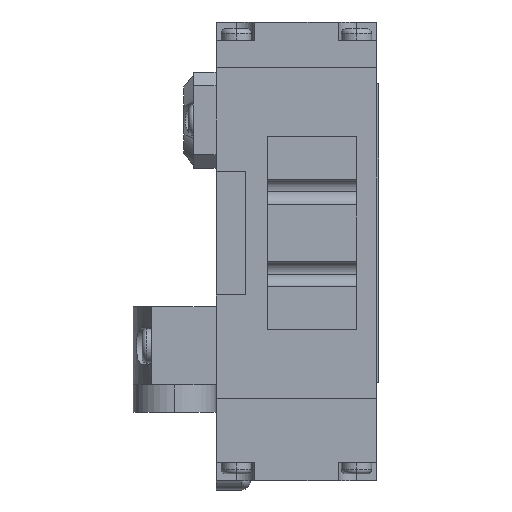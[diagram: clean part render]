
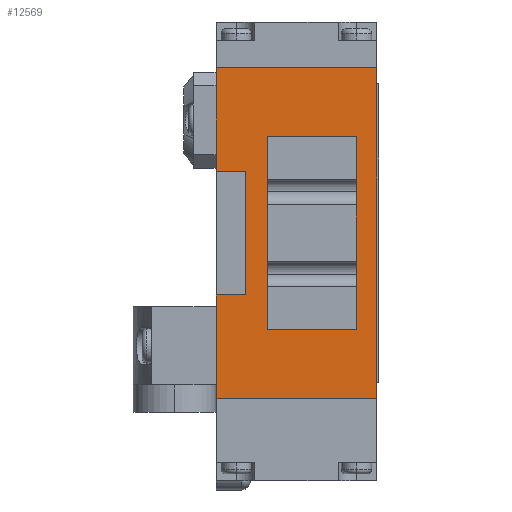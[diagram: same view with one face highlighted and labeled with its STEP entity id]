
A CAD part, left-side view. The second image highlights one B-rep face of the part: STEP entity #12569.
In plain terms, the highlighted planar face has unit normal (-1, 0, 0).
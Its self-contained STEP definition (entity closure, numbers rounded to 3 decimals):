
#536 = EDGE_CURVE ( 'NONE', #969, #970, #19665, .T. ) ;
#537 = EDGE_CURVE ( 'NONE', #971, #969, #19667, .T. ) ;
#538 = EDGE_CURVE ( 'NONE', #971, #972, #19669, .T. ) ;
#539 = EDGE_CURVE ( 'NONE', #973, #972, #19671, .T. ) ;
#540 = EDGE_CURVE ( 'NONE', #973, #974, #19673, .T. ) ;
#541 = EDGE_CURVE ( 'NONE', #975, #974, #19675, .T. ) ;
#542 = EDGE_CURVE ( 'NONE', #976, #975, #19677, .T. ) ;
#543 = EDGE_CURVE ( 'NONE', #970, #976, #19679, .T. ) ;
#544 = EDGE_CURVE ( 'NONE', #977, #978, #19681, .T. ) ;
#545 = EDGE_CURVE ( 'NONE', #978, #979, #19683, .T. ) ;
#546 = EDGE_CURVE ( 'NONE', #979, #980, #19685, .T. ) ;
#547 = EDGE_CURVE ( 'NONE', #980, #977, #19687, .T. ) ;
#969 = VERTEX_POINT ( 'NONE', #10093 ) ;
#970 = VERTEX_POINT ( 'NONE', #10095 ) ;
#971 = VERTEX_POINT ( 'NONE', #10096 ) ;
#972 = VERTEX_POINT ( 'NONE', #10097 ) ;
#973 = VERTEX_POINT ( 'NONE', #10099 ) ;
#974 = VERTEX_POINT ( 'NONE', #10100 ) ;
#975 = VERTEX_POINT ( 'NONE', #10101 ) ;
#976 = VERTEX_POINT ( 'NONE', #10102 ) ;
#977 = VERTEX_POINT ( 'NONE', #10103 ) ;
#978 = VERTEX_POINT ( 'NONE', #10104 ) ;
#979 = VERTEX_POINT ( 'NONE', #10105 ) ;
#980 = VERTEX_POINT ( 'NONE', #10106 ) ;
#9391 = CARTESIAN_POINT ( 'NONE',  ( -20., 10.75, -22.5 ) ) ;
#9392 = DIRECTION ( 'NONE',  ( 0., 1., 0. ) ) ;
#9393 = CARTESIAN_POINT ( 'NONE',  ( -20., 10.75, -49.5 ) ) ;
#9394 = DIRECTION ( 'NONE',  ( 0., 0., 1. ) ) ;
#9395 = CARTESIAN_POINT ( 'NONE',  ( -20., 10.75, -49.5 ) ) ;
#9396 = DIRECTION ( 'NONE',  ( 0., 1., 0. ) ) ;
#9397 = CARTESIAN_POINT ( 'NONE',  ( -20., 17.15, -72. ) ) ;
#9398 = DIRECTION ( 'NONE',  ( 0., 0., 1. ) ) ;
#9399 = CARTESIAN_POINT ( 'NONE',  ( -20., 17.15, -72. ) ) ;
#9400 = DIRECTION ( 'NONE',  ( 0., -1., 0. ) ) ;
#9401 = CARTESIAN_POINT ( 'NONE',  ( -20., -17.85, -72. ) ) ;
#9402 = DIRECTION ( 'NONE',  ( 0., 0., -1. ) ) ;
#9403 = CARTESIAN_POINT ( 'NONE',  ( -20., 17.15, 0. ) ) ;
#9404 = DIRECTION ( 'NONE',  ( 0., -1., 0. ) ) ;
#9405 = CARTESIAN_POINT ( 'NONE',  ( -20., 17.15, -72. ) ) ;
#9406 = DIRECTION ( 'NONE',  ( 0., 0., 1. ) ) ;
#9407 = CARTESIAN_POINT ( 'NONE',  ( -20., 6.05, -57. ) ) ;
#9408 = DIRECTION ( 'NONE',  ( 0., 0., 1. ) ) ;
#9409 = CARTESIAN_POINT ( 'NONE',  ( -20., -13.45, -15. ) ) ;
#9410 = DIRECTION ( 'NONE',  ( 0., -1., 0. ) ) ;
#9411 = CARTESIAN_POINT ( 'NONE',  ( -20., -13.45, -57. ) ) ;
#9412 = DIRECTION ( 'NONE',  ( 0., 0., -1. ) ) ;
#9413 = CARTESIAN_POINT ( 'NONE',  ( -20., -13.45, -57. ) ) ;
#9414 = DIRECTION ( 'NONE',  ( 0., 1., 0. ) ) ;
#10093 = CARTESIAN_POINT ( 'NONE',  ( -20., 10.75, -22.5 ) ) ;
#10095 = CARTESIAN_POINT ( 'NONE',  ( -20., 17.15, -22.5 ) ) ;
#10096 = CARTESIAN_POINT ( 'NONE',  ( -20., 10.75, -49.5 ) ) ;
#10097 = CARTESIAN_POINT ( 'NONE',  ( -20., 17.15, -49.5 ) ) ;
#10099 = CARTESIAN_POINT ( 'NONE',  ( -20., 17.15, -72. ) ) ;
#10100 = CARTESIAN_POINT ( 'NONE',  ( -20., -17.85, -72. ) ) ;
#10101 = CARTESIAN_POINT ( 'NONE',  ( -20., -17.85, 0. ) ) ;
#10102 = CARTESIAN_POINT ( 'NONE',  ( -20., 17.15, 0. ) ) ;
#10103 = CARTESIAN_POINT ( 'NONE',  ( -20., 6.05, -57. ) ) ;
#10104 = CARTESIAN_POINT ( 'NONE',  ( -20., 6.05, -15. ) ) ;
#10105 = CARTESIAN_POINT ( 'NONE',  ( -20., -13.45, -15. ) ) ;
#10106 = CARTESIAN_POINT ( 'NONE',  ( -20., -13.45, -57. ) ) ;
#10530 = EDGE_LOOP ( 'NONE', ( #11632, #11633, #11634, #11635 ) ) ;
#10537 = EDGE_LOOP ( 'NONE', ( #11624, #11625, #11626, #11627, #11628, #11629, #11630, #11631 ) ) ;
#11624 = ORIENTED_EDGE ( 'NONE', *, *, #536, .F. ) ;
#11625 = ORIENTED_EDGE ( 'NONE', *, *, #537, .F. ) ;
#11626 = ORIENTED_EDGE ( 'NONE', *, *, #538, .T. ) ;
#11627 = ORIENTED_EDGE ( 'NONE', *, *, #539, .F. ) ;
#11628 = ORIENTED_EDGE ( 'NONE', *, *, #540, .T. ) ;
#11629 = ORIENTED_EDGE ( 'NONE', *, *, #541, .F. ) ;
#11630 = ORIENTED_EDGE ( 'NONE', *, *, #542, .F. ) ;
#11631 = ORIENTED_EDGE ( 'NONE', *, *, #543, .F. ) ;
#11632 = ORIENTED_EDGE ( 'NONE', *, *, #544, .T. ) ;
#11633 = ORIENTED_EDGE ( 'NONE', *, *, #545, .T. ) ;
#11634 = ORIENTED_EDGE ( 'NONE', *, *, #546, .T. ) ;
#11635 = ORIENTED_EDGE ( 'NONE', *, *, #547, .T. ) ;
#12569 = ADVANCED_FACE ( 'NONE', ( #18407, #18408 ), #17569, .T. ) ;
#15997 = AXIS2_PLACEMENT_3D ( 'NONE', #17570, #17571, #17572 ) ;
#17569 = PLANE ( 'NONE',  #15997 ) ;
#17570 = CARTESIAN_POINT ( 'NONE',  ( -20., 17.15, -72. ) ) ;
#17571 = DIRECTION ( 'NONE',  ( -1., 0., 0. ) ) ;
#17572 = DIRECTION ( 'NONE',  ( 0., 0., 1. ) ) ;
#18407 = FACE_OUTER_BOUND ( 'NONE', #10537, .T. ) ;
#18408 = FACE_BOUND ( 'NONE', #10530, .T. ) ;
#19665 = LINE ( 'NONE', #9391, #19666 ) ;
#19666 = VECTOR ( 'NONE', #9392, 1000. ) ;
#19667 = LINE ( 'NONE', #9393, #19668 ) ;
#19668 = VECTOR ( 'NONE', #9394, 1000. ) ;
#19669 = LINE ( 'NONE', #9395, #19670 ) ;
#19670 = VECTOR ( 'NONE', #9396, 1000. ) ;
#19671 = LINE ( 'NONE', #9397, #19672 ) ;
#19672 = VECTOR ( 'NONE', #9398, 1000. ) ;
#19673 = LINE ( 'NONE', #9399, #19674 ) ;
#19674 = VECTOR ( 'NONE', #9400, 1000. ) ;
#19675 = LINE ( 'NONE', #9401, #19676 ) ;
#19676 = VECTOR ( 'NONE', #9402, 1000. ) ;
#19677 = LINE ( 'NONE', #9403, #19678 ) ;
#19678 = VECTOR ( 'NONE', #9404, 1000. ) ;
#19679 = LINE ( 'NONE', #9405, #19680 ) ;
#19680 = VECTOR ( 'NONE', #9406, 1000. ) ;
#19681 = LINE ( 'NONE', #9407, #19682 ) ;
#19682 = VECTOR ( 'NONE', #9408, 1000. ) ;
#19683 = LINE ( 'NONE', #9409, #19684 ) ;
#19684 = VECTOR ( 'NONE', #9410, 1000. ) ;
#19685 = LINE ( 'NONE', #9411, #19686 ) ;
#19686 = VECTOR ( 'NONE', #9412, 1000. ) ;
#19687 = LINE ( 'NONE', #9413, #19688 ) ;
#19688 = VECTOR ( 'NONE', #9414, 1000. ) ;
